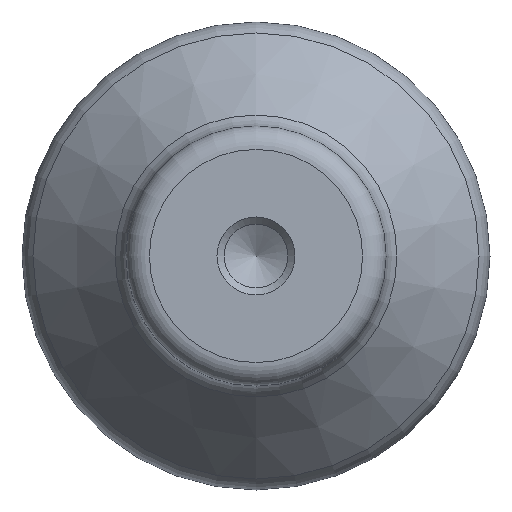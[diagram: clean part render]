
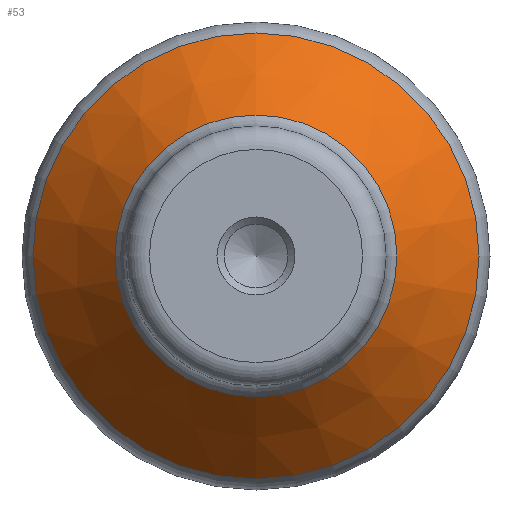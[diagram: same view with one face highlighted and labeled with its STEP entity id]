
A CAD part, front view. The second image highlights one B-rep face of the part: STEP entity #53.
In plain terms, the highlighted conical face has half-angle 40 degrees and reference radius 8.579 mm.
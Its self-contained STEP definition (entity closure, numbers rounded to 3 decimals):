
#53 = ADVANCED_FACE( '', ( #112, #113 ), #114, .T. );
#112 = FACE_BOUND( '', #171, .T. );
#113 = FACE_OUTER_BOUND( '', #172, .T. );
#114 = CONICAL_SURFACE( '', #173, 8.579, 0.698 );
#171 = EDGE_LOOP( '', ( #240 ) );
#172 = EDGE_LOOP( '', ( #241 ) );
#173 = AXIS2_PLACEMENT_3D( '', #242, #243, #244 );
#240 = ORIENTED_EDGE( '', *, *, #290, .F. );
#241 = ORIENTED_EDGE( '', *, *, #284, .T. );
#242 = CARTESIAN_POINT( '', ( 0., 12.265, 0. ) );
#243 = DIRECTION( '', ( 0., 1., 0. ) );
#244 = DIRECTION( '', ( 0., 0., 1. ) );
#284 = EDGE_CURVE( '', #318, #318, #319, .T. );
#290 = EDGE_CURVE( '', #327, #327, #328, .T. );
#318 = VERTEX_POINT( '', #355 );
#319 = CIRCLE( '', #356, 8.579 );
#327 = VERTEX_POINT( '', #364 );
#328 = CIRCLE( '', #365, 5.421 );
#355 = CARTESIAN_POINT( '', ( 0., 12.265, -8.579 ) );
#356 = AXIS2_PLACEMENT_3D( '', #394, #395, #396 );
#364 = CARTESIAN_POINT( '', ( 0., 8.502, -5.421 ) );
#365 = AXIS2_PLACEMENT_3D( '', #403, #404, #405 );
#394 = CARTESIAN_POINT( '', ( 0., 12.265, 0. ) );
#395 = DIRECTION( '', ( 0., -1., 0. ) );
#396 = DIRECTION( '', ( 0., 0., -1. ) );
#403 = CARTESIAN_POINT( '', ( 0., 8.502, 0. ) );
#404 = DIRECTION( '', ( 0., -1., 0. ) );
#405 = DIRECTION( '', ( 0., 0., -1. ) );
